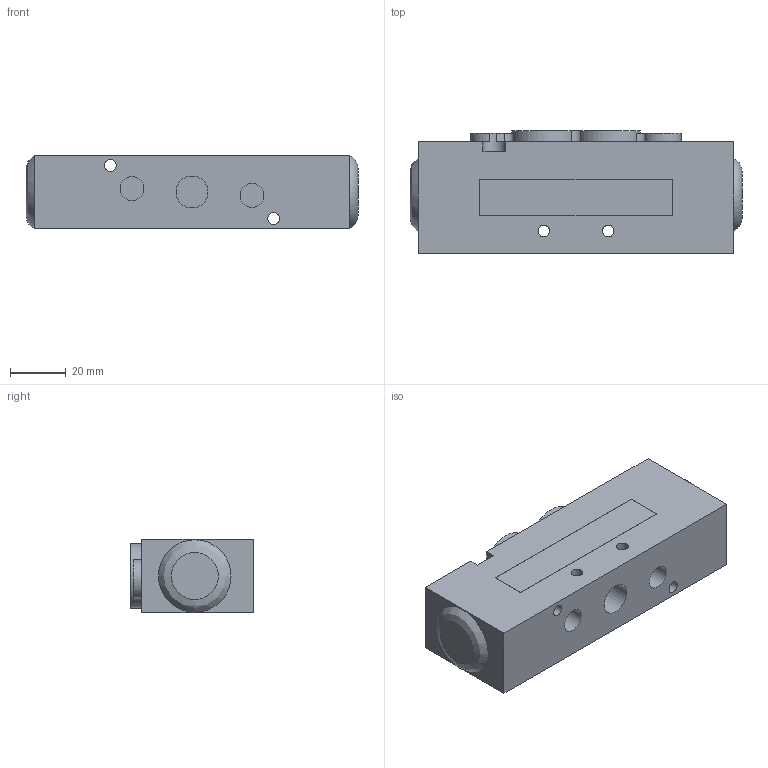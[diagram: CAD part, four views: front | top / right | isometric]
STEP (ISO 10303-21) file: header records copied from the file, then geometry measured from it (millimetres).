
FILE_DESCRIPTION((''),'2;1');
FILE_NAME('2615_52_00_19.stp','2006-01-04T10:37:29',('rivolro1'),(''),'Autodesk Inventor 10','Autodesk Inventor 10','');
FILE_SCHEMA(('AUTOMOTIVE_DESIGN { 1 0 10303 214 1 1 1 1 }'));
Length unit declared in the file: millimetre
Products named in the file (1): 2615_52_00_19
Bounding box: 119 x 44 x 26.5 mm (x, y, z)
Volume: 119334.8 mm3; surface area: 21739.7 mm2
Topology: 1 solids, 1 shells, 62 faces, 153 edges, 104 vertices
Faces by surface type: plane 26, bspline 21, cylinder 14, torus 1
Entity records: 1972 total; most frequent: CARTESIAN_POINT 539, DIRECTION 284, ORIENTED_EDGE 272, EDGE_CURVE 136, AXIS2_PLACEMENT_3D 106, VERTEX_POINT 100, EDGE_LOOP 94, VECTOR 72
